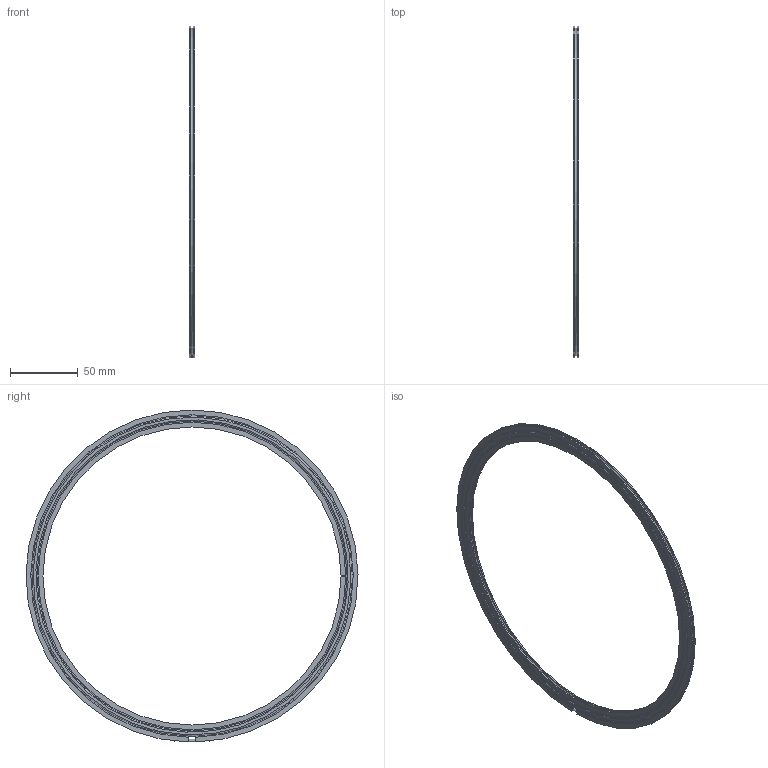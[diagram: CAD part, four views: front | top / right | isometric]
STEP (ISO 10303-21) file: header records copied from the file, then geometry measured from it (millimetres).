
FILE_DESCRIPTION(/* description */ (''),/* implementation_level */ '2;1');
FILE_NAME(/* name */ 'M212-484.stp',/* time_stamp */ '2018-04-17T14:31:02+02:00',/* author */ ('KAA'),/* organization */ (''),/* preprocessor_version */ 'ST-DEVELOPER v16.1',/* originating_system */ 'Autodesk Inventor 2016',/* authorisation */ '');
FILE_SCHEMA (('CONFIG_CONTROL_DESIGN'));
Length unit declared in the file: millimetre
Products named in the file (1): 212-484
Bounding box: 3.9 x 244.99 x 244.97 mm (x, y, z)
Volume: 29736.2 mm3; surface area: 29667.9 mm2
Topology: 1 solids, 1 shells, 38 faces, 112 edges, 74 vertices
Faces by surface type: plane 20, cylinder 12, torus 6
Full cylindrical faces by diameter (mm): 220 x2, 227 x2, 228.8 x2
Entity records: 1374 total; most frequent: CARTESIAN_POINT 281, DIRECTION 226, ORIENTED_EDGE 204, EDGE_CURVE 102, AXIS2_PLACEMENT_3D 89, VERTEX_POINT 70, CIRCLE 50, EDGE_LOOP 48
